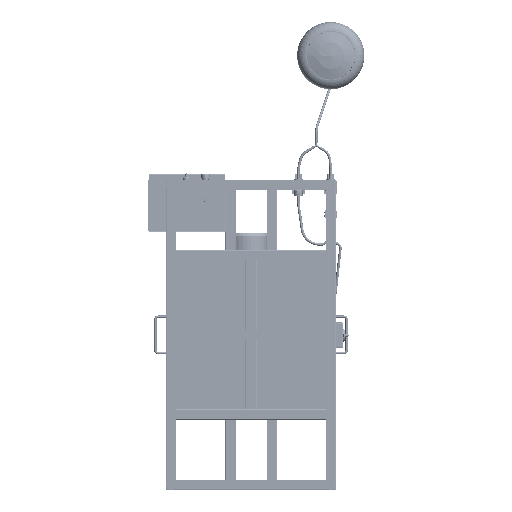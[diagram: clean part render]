
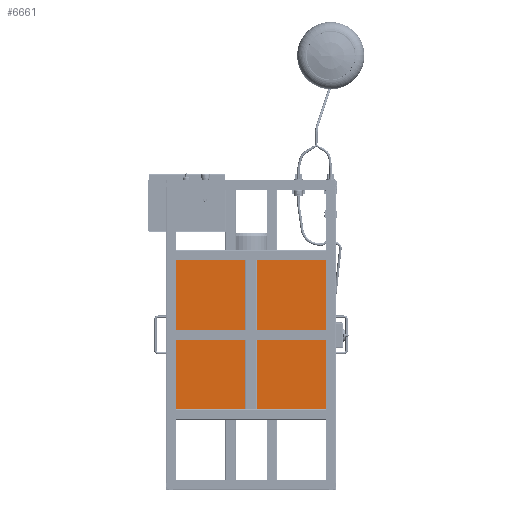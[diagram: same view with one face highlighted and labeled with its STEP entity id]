
A CAD part, front view. The second image highlights one B-rep face of the part: STEP entity #6661.
In plain terms, the highlighted planar face has unit normal (0, -1, 0).
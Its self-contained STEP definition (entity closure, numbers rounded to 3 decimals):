
#6273 = EDGE_CURVE('',#6274,#6276,#6278,.T.);
#6274 = VERTEX_POINT('',#6275);
#6275 = CARTESIAN_POINT('',(-288.5,-156.,
    -328.));
#6276 = VERTEX_POINT('',#6277);
#6277 = CARTESIAN_POINT('',(288.,-156.,
    -328.));
#6278 = LINE('',#6279,#6280);
#6279 = CARTESIAN_POINT('',(-328.5,-156.,
    -328.));
#6280 = VECTOR('',#6281,1.);
#6281 = DIRECTION('',(1.,0.,0.));
#6313 = EDGE_CURVE('',#6276,#6314,#6316,.T.);
#6314 = VERTEX_POINT('',#6315);
#6315 = CARTESIAN_POINT('',(288.,-156.,
    -288.));
#6316 = LINE('',#6317,#6318);
#6317 = CARTESIAN_POINT('',(288.,-156.,
    -328.));
#6318 = VECTOR('',#6319,1.);
#6319 = DIRECTION('',(0.,0.,1.));
#6344 = EDGE_CURVE('',#6314,#6345,#6347,.T.);
#6345 = VERTEX_POINT('',#6346);
#6346 = CARTESIAN_POINT('',(328.,-156.,
    -288.));
#6347 = LINE('',#6348,#6349);
#6348 = CARTESIAN_POINT('',(288.,-156.,
    -288.));
#6349 = VECTOR('',#6350,1.);
#6350 = DIRECTION('',(1.,0.,0.));
#6375 = EDGE_CURVE('',#6345,#6376,#6378,.T.);
#6376 = VERTEX_POINT('',#6377);
#6377 = CARTESIAN_POINT('',(328.,-156.,
    288.));
#6378 = LINE('',#6379,#6380);
#6379 = CARTESIAN_POINT('',(328.,-156.,
    -328.));
#6380 = VECTOR('',#6381,1.);
#6381 = DIRECTION('',(0.,0.,1.));
#6406 = EDGE_CURVE('',#6376,#6407,#6409,.T.);
#6407 = VERTEX_POINT('',#6408);
#6408 = CARTESIAN_POINT('',(288.,-156.,
    288.));
#6409 = LINE('',#6410,#6411);
#6410 = CARTESIAN_POINT('',(328.,-156.,
    288.));
#6411 = VECTOR('',#6412,1.);
#6412 = DIRECTION('',(-1.,0.,0.));
#6437 = EDGE_CURVE('',#6407,#6438,#6440,.T.);
#6438 = VERTEX_POINT('',#6439);
#6439 = CARTESIAN_POINT('',(288.,-156.,
    328.));
#6440 = LINE('',#6441,#6442);
#6441 = CARTESIAN_POINT('',(288.,-156.,
    288.));
#6442 = VECTOR('',#6443,1.);
#6443 = DIRECTION('',(0.,0.,1.));
#6468 = EDGE_CURVE('',#6438,#6469,#6471,.T.);
#6469 = VERTEX_POINT('',#6470);
#6470 = CARTESIAN_POINT('',(-288.5,-156.,
    328.));
#6471 = LINE('',#6472,#6473);
#6472 = CARTESIAN_POINT('',(328.,-156.,
    328.));
#6473 = VECTOR('',#6474,1.);
#6474 = DIRECTION('',(-1.,0.,0.));
#6499 = EDGE_CURVE('',#6500,#6469,#6502,.T.);
#6500 = VERTEX_POINT('',#6501);
#6501 = CARTESIAN_POINT('',(-288.5,-156.,
    288.));
#6502 = LINE('',#6503,#6504);
#6503 = CARTESIAN_POINT('',(-288.5,-156.,
    288.));
#6504 = VECTOR('',#6505,1.);
#6505 = DIRECTION('',(0.,0.,1.));
#6530 = EDGE_CURVE('',#6531,#6500,#6533,.T.);
#6531 = VERTEX_POINT('',#6532);
#6532 = CARTESIAN_POINT('',(-328.5,-156.,
    288.));
#6533 = LINE('',#6534,#6535);
#6534 = CARTESIAN_POINT('',(-328.5,-156.,
    288.));
#6535 = VECTOR('',#6536,1.);
#6536 = DIRECTION('',(1.,0.,0.));
#6561 = EDGE_CURVE('',#6531,#6562,#6564,.T.);
#6562 = VERTEX_POINT('',#6563);
#6563 = CARTESIAN_POINT('',(-328.5,-156.,
    -288.));
#6564 = LINE('',#6565,#6566);
#6565 = CARTESIAN_POINT('',(-328.5,-156.,
    328.));
#6566 = VECTOR('',#6567,1.);
#6567 = DIRECTION('',(0.,0.,-1.));
#6592 = EDGE_CURVE('',#6593,#6562,#6595,.T.);
#6593 = VERTEX_POINT('',#6594);
#6594 = CARTESIAN_POINT('',(-288.5,-156.,
    -288.));
#6595 = LINE('',#6596,#6597);
#6596 = CARTESIAN_POINT('',(-288.5,-156.,
    -288.));
#6597 = VECTOR('',#6598,1.);
#6598 = DIRECTION('',(-1.,0.,0.));
#6623 = EDGE_CURVE('',#6274,#6593,#6624,.T.);
#6624 = LINE('',#6625,#6626);
#6625 = CARTESIAN_POINT('',(-288.5,-156.,
    -328.));
#6626 = VECTOR('',#6627,1.);
#6627 = DIRECTION('',(0.,0.,1.));
#6661 = ADVANCED_FACE('',(#6662),#6676,.F.);
#6662 = FACE_BOUND('',#6663,.T.);
#6663 = EDGE_LOOP('',(#6664,#6665,#6666,#6667,#6668,#6669,#6670,#6671,
    #6672,#6673,#6674,#6675));
#6664 = ORIENTED_EDGE('',*,*,#6623,.F.);
#6665 = ORIENTED_EDGE('',*,*,#6273,.T.);
#6666 = ORIENTED_EDGE('',*,*,#6313,.T.);
#6667 = ORIENTED_EDGE('',*,*,#6344,.T.);
#6668 = ORIENTED_EDGE('',*,*,#6375,.T.);
#6669 = ORIENTED_EDGE('',*,*,#6406,.T.);
#6670 = ORIENTED_EDGE('',*,*,#6437,.T.);
#6671 = ORIENTED_EDGE('',*,*,#6468,.T.);
#6672 = ORIENTED_EDGE('',*,*,#6499,.F.);
#6673 = ORIENTED_EDGE('',*,*,#6530,.F.);
#6674 = ORIENTED_EDGE('',*,*,#6561,.T.);
#6675 = ORIENTED_EDGE('',*,*,#6592,.F.);
#6676 = PLANE('',#6677);
#6677 = AXIS2_PLACEMENT_3D('',#6678,#6679,#6680);
#6678 = CARTESIAN_POINT('',(-0.25,-156.,
    0.));
#6679 = DIRECTION('',(0.,1.,0.));
#6680 = DIRECTION('',(-1.,0.,0.));
